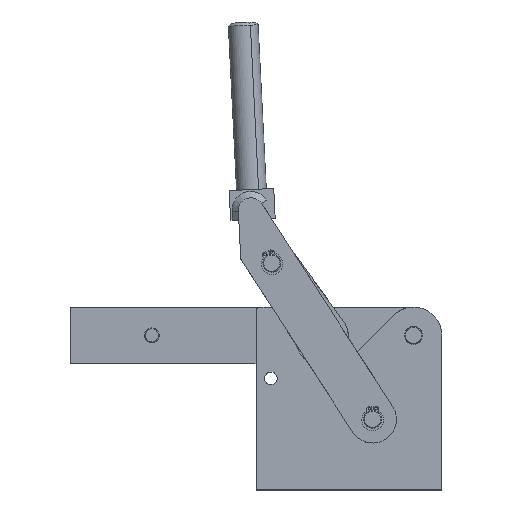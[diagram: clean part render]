
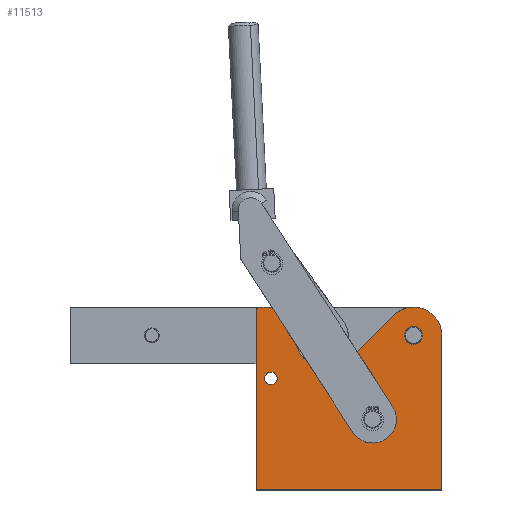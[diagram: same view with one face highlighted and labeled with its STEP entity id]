
A CAD part, top view. The second image highlights one B-rep face of the part: STEP entity #11513.
In plain terms, the highlighted planar face has unit normal (0, 0, 1).
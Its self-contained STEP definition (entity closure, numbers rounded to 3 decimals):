
#49=CARTESIAN_POINT('',(-26.177,22.503,12.));
#50=VERTEX_POINT('',#49);
#59=CARTESIAN_POINT('',(-17.677,22.503,12.));
#60=VERTEX_POINT('',#59);
#61=CARTESIAN_POINT('',(-21.927,22.503,12.));
#62=DIRECTION('',(0.0,0.0,-1.0));
#63=DIRECTION('',(-1.0,0.0,0.0));
#64=AXIS2_PLACEMENT_3D('',#61,#62,#63);
#65=CIRCLE('',#64,4.25);
#66=EDGE_CURVE('',#60,#50,#65,.T.);
#93=CARTESIAN_POINT('',(-31.194,69.77,12.));
#94=VERTEX_POINT('',#93);
#110=CARTESIAN_POINT('',(-31.927,68.003,12.));
#111=VERTEX_POINT('',#110);
#118=CARTESIAN_POINT('',(-29.427,68.003,12.));
#119=DIRECTION('',(0.0,0.0,-1.0));
#120=DIRECTION('',(-0.707,0.707,0.0));
#121=AXIS2_PLACEMENT_3D('',#118,#119,#120);
#122=CIRCLE('',#121,2.5);
#123=EDGE_CURVE('',#111,#94,#122,.T.);
#152=CARTESIAN_POINT('',(-22.146,70.503,12.));
#153=VERTEX_POINT('',#152);
#160=CARTESIAN_POINT('',(-21.095,70.271,12.));
#161=VERTEX_POINT('',#160);
#162=CARTESIAN_POINT('',(-22.146,68.003,12.));
#163=DIRECTION('',(0.0,0.0,-1.));
#164=DIRECTION('',(0.438,0.899,0.0));
#165=AXIS2_PLACEMENT_3D('',#162,#163,#164);
#166=CIRCLE('',#165,2.5);
#167=EDGE_CURVE('',#153,#161,#166,.T.);
#469=CARTESIAN_POINT('',(60.638,64.938,12.));
#470=VERTEX_POINT('',#469);
#477=CARTESIAN_POINT('',(93.073,51.503,12.));
#478=VERTEX_POINT('',#477);
#479=CARTESIAN_POINT('',(74.073,51.503,12.));
#480=DIRECTION('',(0.0,0.0,-1.0));
#481=DIRECTION('',(1.0,0.0,0.0));
#482=AXIS2_PLACEMENT_3D('',#479,#480,#481);
#483=CIRCLE('',#482,19.0);
#484=EDGE_CURVE('',#470,#478,#483,.T.);
#987=CARTESIAN_POINT('',(68.073,51.503,12.));
#988=VERTEX_POINT('',#987);
#997=CARTESIAN_POINT('',(80.073,51.503,12.));
#998=VERTEX_POINT('',#997);
#999=CARTESIAN_POINT('',(74.073,51.503,12.));
#1000=DIRECTION('',(0.0,0.0,-1.0));
#1001=DIRECTION('',(-1.0,0.0,0.0));
#1002=AXIS2_PLACEMENT_3D('',#999,#1000,#1001);
#1003=CIRCLE('',#1002,6.);
#1004=EDGE_CURVE('',#998,#988,#1003,.T.);
#8999=CARTESIAN_POINT('',(74.073,51.503,12.));
#9000=DIRECTION('',(0.0,0.0,-1.0));
#9001=DIRECTION('',(-1.0,0.0,0.0));
#9002=AXIS2_PLACEMENT_3D('',#8999,#9000,#9001);
#9003=CIRCLE('',#9002,6.);
#9004=EDGE_CURVE('',#988,#998,#9003,.T.);
#10723=CARTESIAN_POINT('',(-29.427,70.503,12.));
#10724=VERTEX_POINT('',#10723);
#10731=CARTESIAN_POINT('',(-29.427,70.503,12.));
#10732=DIRECTION('',(1.0,0.0,0.0));
#10733=VECTOR('',#10732,7.281);
#10734=LINE('',#10731,#10733);
#10735=EDGE_CURVE('',#10724,#153,#10734,.T.);
#11205=CARTESIAN_POINT('',(36.22,40.519,12.));
#11206=VERTEX_POINT('',#11205);
#11221=CARTESIAN_POINT('',(1.874,34.713,12.));
#11222=VERTEX_POINT('',#11221);
#11230=CARTESIAN_POINT('',(-5.06,45.447,12.));
#11231=VERTEX_POINT('',#11230);
#11300=CARTESIAN_POINT('',(-5.06,45.447,12.));
#11301=DIRECTION('',(-0.543,0.84,0.));
#11302=VECTOR('',#11301,29.553);
#11303=LINE('',#11300,#11302);
#11304=EDGE_CURVE('',#11231,#161,#11303,.T.);
#11307=CARTESIAN_POINT('',(33.134,-13.679,12.));
#11308=VERTEX_POINT('',#11307);
#11309=CARTESIAN_POINT('',(33.134,-13.679,12.));
#11310=DIRECTION('',(-0.543,0.84,0.));
#11311=VECTOR('',#11310,57.61);
#11312=LINE('',#11309,#11311);
#11313=EDGE_CURVE('',#11308,#11222,#11312,.T.);
#11370=CARTESIAN_POINT('',(60.013,3.684,12.));
#11371=VERTEX_POINT('',#11370);
#11378=CARTESIAN_POINT('',(36.22,40.519,12.));
#11379=DIRECTION('',(0.543,-0.84,0.));
#11380=VECTOR('',#11379,43.851);
#11381=LINE('',#11378,#11380);
#11382=EDGE_CURVE('',#11206,#11371,#11381,.T.);
#11406=CARTESIAN_POINT('',(46.573,-4.997,12.));
#11407=DIRECTION('',(0.,0.,-1.0));
#11408=DIRECTION('',(-0.84,-0.543,0.));
#11409=AXIS2_PLACEMENT_3D('',#11406,#11407,#11408);
#11410=CIRCLE('',#11409,16.0);
#11411=EDGE_CURVE('',#11371,#11308,#11410,.T.);
#11442=CARTESIAN_POINT('',(28.425,6.835,12.));
#11443=DIRECTION('',(0.0,0.0,1.0));
#11444=DIRECTION('',(1.0,0.0,0.0));
#11445=AXIS2_PLACEMENT_3D('',#11442,#11443,#11444);
#11446=PLANE('',#11445);
#11447=ORIENTED_EDGE('',*,*,#11304,.T.);
#11448=ORIENTED_EDGE('',*,*,#167,.F.);
#11449=ORIENTED_EDGE('',*,*,#10735,.F.);
#11450=CARTESIAN_POINT('',(-29.427,68.003,12.));
#11451=DIRECTION('',(0.0,0.0,-1.0));
#11452=DIRECTION('',(-0.707,0.707,0.0));
#11453=AXIS2_PLACEMENT_3D('',#11450,#11451,#11452);
#11454=CIRCLE('',#11453,2.5);
#11455=EDGE_CURVE('',#94,#10724,#11454,.T.);
#11456=ORIENTED_EDGE('',*,*,#11455,.F.);
#11457=ORIENTED_EDGE('',*,*,#123,.F.);
#11458=CARTESIAN_POINT('',(-31.927,-52.497,12.));
#11459=VERTEX_POINT('',#11458);
#11460=CARTESIAN_POINT('',(-31.927,-52.497,12.));
#11461=DIRECTION('',(0.0,1.0,0.0));
#11462=VECTOR('',#11461,120.5);
#11463=LINE('',#11460,#11462);
#11464=EDGE_CURVE('',#11459,#111,#11463,.T.);
#11465=ORIENTED_EDGE('',*,*,#11464,.F.);
#11466=CARTESIAN_POINT('',(93.073,-52.497,12.));
#11467=VERTEX_POINT('',#11466);
#11468=CARTESIAN_POINT('',(93.073,-52.497,12.));
#11469=DIRECTION('',(-1.0,0.0,0.0));
#11470=VECTOR('',#11469,125.0);
#11471=LINE('',#11468,#11470);
#11472=EDGE_CURVE('',#11467,#11459,#11471,.T.);
#11473=ORIENTED_EDGE('',*,*,#11472,.F.);
#11474=CARTESIAN_POINT('',(93.073,51.503,12.));
#11475=DIRECTION('',(0.0,-1.0,0.0));
#11476=VECTOR('',#11475,104.0);
#11477=LINE('',#11474,#11476);
#11478=EDGE_CURVE('',#478,#11467,#11477,.T.);
#11479=ORIENTED_EDGE('',*,*,#11478,.F.);
#11480=ORIENTED_EDGE('',*,*,#484,.F.);
#11481=CARTESIAN_POINT('',(36.22,40.519,12.));
#11482=DIRECTION('',(0.707,0.707,0.));
#11483=VECTOR('',#11482,34.533);
#11484=LINE('',#11481,#11483);
#11485=EDGE_CURVE('',#11206,#470,#11484,.T.);
#11486=ORIENTED_EDGE('',*,*,#11485,.F.);
#11487=ORIENTED_EDGE('',*,*,#11382,.T.);
#11488=ORIENTED_EDGE('',*,*,#11411,.T.);
#11489=ORIENTED_EDGE('',*,*,#11313,.T.);
#11490=CARTESIAN_POINT('',(16.091,51.503,12.));
#11491=DIRECTION('',(0.0,0.0,1.0));
#11492=DIRECTION('',(1.,0.01,0.0));
#11493=AXIS2_PLACEMENT_3D('',#11490,#11491,#11492);
#11494=CIRCLE('',#11493,22.);
#11495=EDGE_CURVE('',#11231,#11222,#11494,.T.);
#11496=ORIENTED_EDGE('',*,*,#11495,.F.);
#11497=EDGE_LOOP('',(#11447,#11448,#11449,#11456,#11457,#11465,#11473,#11479,#11480,#11486,#11487,#11488,#11489,#11496));
#11498=FACE_OUTER_BOUND('',#11497,.T.);
#11499=ORIENTED_EDGE('',*,*,#66,.T.);
#11500=CARTESIAN_POINT('',(-21.927,22.503,12.));
#11501=DIRECTION('',(0.0,0.0,-1.0));
#11502=DIRECTION('',(-1.0,0.0,0.0));
#11503=AXIS2_PLACEMENT_3D('',#11500,#11501,#11502);
#11504=CIRCLE('',#11503,4.25);
#11505=EDGE_CURVE('',#50,#60,#11504,.T.);
#11506=ORIENTED_EDGE('',*,*,#11505,.T.);
#11507=EDGE_LOOP('',(#11499,#11506));
#11508=FACE_BOUND('',#11507,.T.);
#11509=ORIENTED_EDGE('',*,*,#1004,.T.);
#11510=ORIENTED_EDGE('',*,*,#9004,.T.);
#11511=EDGE_LOOP('',(#11509,#11510));
#11512=FACE_BOUND('',#11511,.T.);
#11513=ADVANCED_FACE('',(#11498,#11508,#11512),#11446,.T.);
